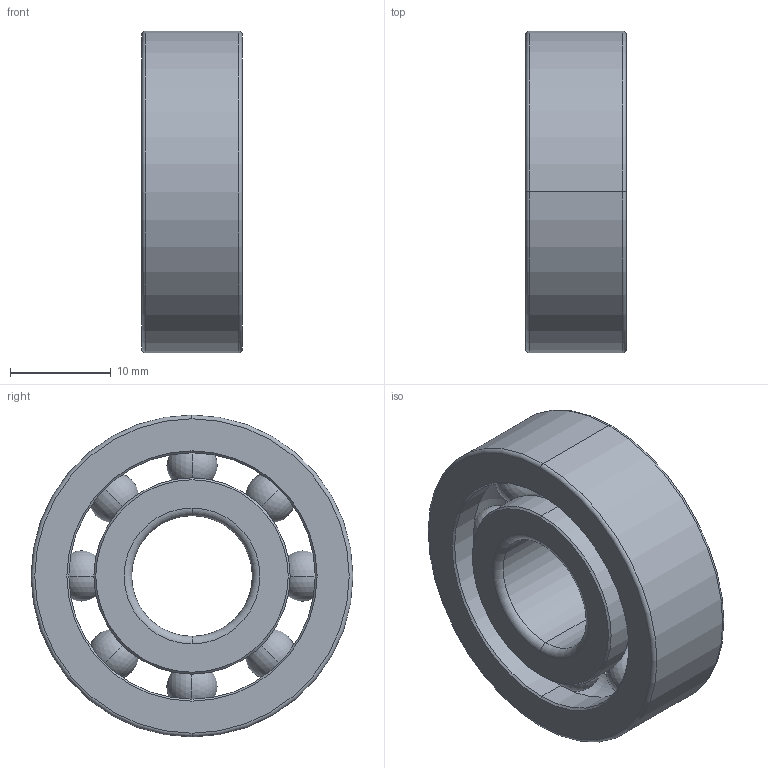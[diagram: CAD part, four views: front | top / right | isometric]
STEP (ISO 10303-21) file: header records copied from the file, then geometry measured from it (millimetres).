
FILE_DESCRIPTION (( 'STEP AP203' ), '1' );
FILE_NAME ('12mm Bearing SKF 6201 (RS 286-7928).STEP', '2012-01-01T15:22:39', ( '' ), ( '' ), 'SwSTEP 2.0', 'SolidWorks 2011', '' );
FILE_SCHEMA (( 'CONFIG_CONTROL_DESIGN' ));
Length unit declared in the file: millimetre
Products named in the file (1): 12mm Bearing SKF 6201 (RS 286-7928)
Bounding box: 10 x 32 x 32 mm (x, y, z)
Volume: 5156.2 mm3; surface area: 4470 mm2
Topology: 10 solids, 10 shells, 140 faces, 363 edges, 236 vertices
Faces by surface type: plane 52, bspline 38, sphere 16, torus 14, cylinder 12, cone 8
Entity records: 5970 total; most frequent: CARTESIAN_POINT 2906, ORIENTED_EDGE 646, DIRECTION 525, EDGE_CURVE 323, VERTEX_POINT 212, LINE 175, AXIS2_PLACEMENT_3D 175, VECTOR 175
